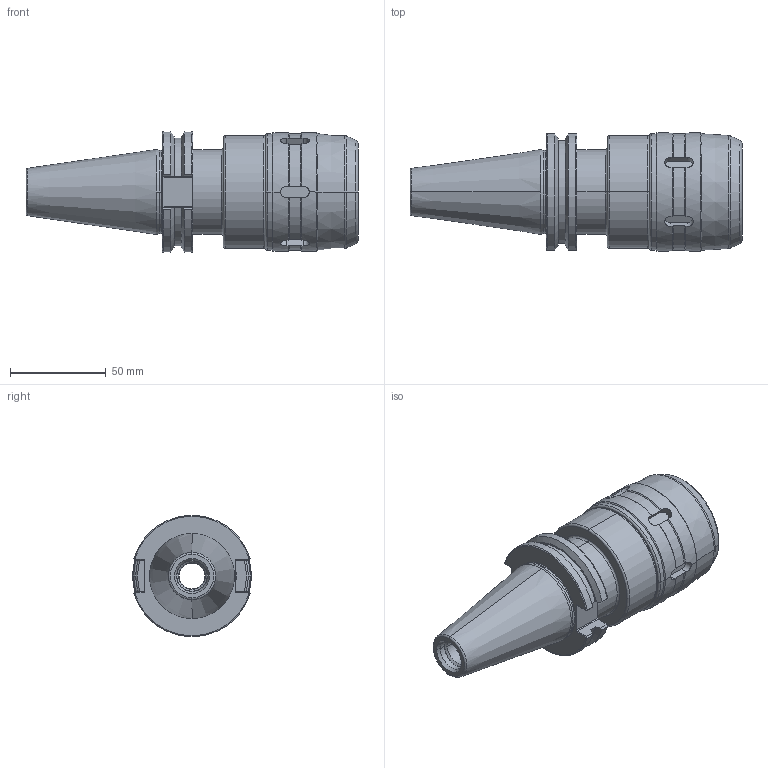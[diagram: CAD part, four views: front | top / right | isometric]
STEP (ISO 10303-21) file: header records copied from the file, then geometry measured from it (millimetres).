
FILE_DESCRIPTION((''),'2;1');
FILE_NAME('LO_CAT40-C1-4_13-LK014_ASM','2019-10-08T17:42:28',('KKK'),(''),'CREO PARAMETRIC BY PTC INC, 2018100','CREO PARAMETRIC BY PTC INC, 2018100','');
FILE_SCHEMA(('CONFIG_CONTROL_DESIGN'));
Length unit declared in the file: millimetre
Products named in the file (3): LO_CAT40-C1-4_13-LK014; C25-CAP-LAYOUT; LO_CAT40-C1-4_13-LK014_ASM
Assembly tree (2 placements, depth 2):
  LO_CAT40-C1-4_13-LK014_ASM
    LO_CAT40-C1-4_13-LK014
    C25-CAP-LAYOUT
Bounding box: 173.75 x 62 x 63.27 mm (x, y, z)
Volume: 264539.3 mm3; surface area: 62433 mm2
Topology: 2 solids, 3 shells, 210 faces, 520 edges, 327 vertices
Faces by surface type: cylinder 64, plane 62, cone 52, torus 28, bspline 4
Entity records: 6633 total; most frequent: CARTESIAN_POINT 1535, DIRECTION 1084, ORIENTED_EDGE 1032, EDGE_CURVE 518, AXIS2_PLACEMENT_3D 429, VERTEX_POINT 327, EDGE_LOOP 229, VECTOR 226
